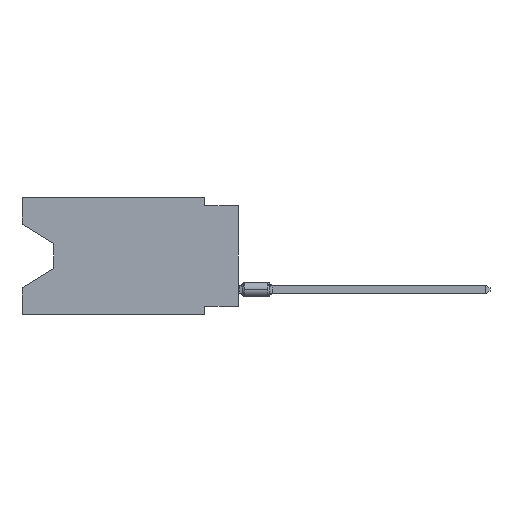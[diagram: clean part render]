
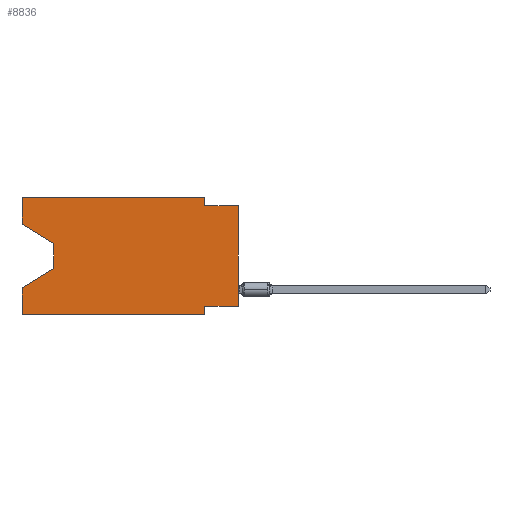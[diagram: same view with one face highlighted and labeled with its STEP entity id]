
A CAD part, left-side view. The second image highlights one B-rep face of the part: STEP entity #8836.
In plain terms, the highlighted planar face has unit normal (-1, 0, 0).
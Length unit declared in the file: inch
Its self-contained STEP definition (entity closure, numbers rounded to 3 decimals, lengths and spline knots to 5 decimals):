
#358 = DIRECTION ( 'NONE',  ( 0., 0., 1. ) ) ;
#562 = CARTESIAN_POINT ( 'NONE',  ( 0., 0., -0.325 ) ) ;
#730 = CARTESIAN_POINT ( 'NONE',  ( 0., 0.1, -0.325 ) ) ;
#1057 = EDGE_LOOP ( 'NONE', ( #18293, #16907, #18827, #13304, #18668, #17931, #6582, #18672, #12111, #2903, #19386, #11379 ) ) ;
#1624 = EDGE_CURVE ( 'NONE', #7993, #19848, #17446, .T. ) ;
#1951 = CARTESIAN_POINT ( 'NONE',  ( 0., 0.645, 0. ) ) ;
#1965 = LINE ( 'NONE', #3785, #8339 ) ;
#2126 = DIRECTION ( 'NONE',  ( 0., 0., 1. ) ) ;
#2271 = VECTOR ( 'NONE', #17230, 39.37008 ) ;
#2417 = CARTESIAN_POINT ( 'NONE',  ( 0., 0.55, -0.212 ) ) ;
#2613 = VECTOR ( 'NONE', #12055, 39.37008 ) ;
#2903 = ORIENTED_EDGE ( 'NONE', *, *, #19051, .F. ) ;
#2947 = CARTESIAN_POINT ( 'NONE',  ( 0., 0.55, -0.212 ) ) ;
#2989 = VERTEX_POINT ( 'NONE', #17760 ) ;
#3437 = DIRECTION ( 'NONE',  ( 0., -0.855, -0.519 ) ) ;
#3741 = LINE ( 'NONE', #4061, #10454 ) ;
#3785 = CARTESIAN_POINT ( 'NONE',  ( 0., 0.645, -0.35 ) ) ;
#3879 = LINE ( 'NONE', #562, #12971 ) ;
#4055 = VECTOR ( 'NONE', #6777, 39.37008 ) ;
#4061 = CARTESIAN_POINT ( 'NONE',  ( 0., 0.645, 0. ) ) ;
#4516 = PLANE ( 'NONE',  #15950 ) ;
#4745 = LINE ( 'NONE', #14813, #9923 ) ;
#5981 = VECTOR ( 'NONE', #18215, 39.37008 ) ;
#6582 = ORIENTED_EDGE ( 'NONE', *, *, #16159, .F. ) ;
#6777 = DIRECTION ( 'NONE',  ( 0., 0., 1. ) ) ;
#7166 = EDGE_CURVE ( 'NONE', #16658, #14685, #1965, .T. ) ;
#7306 = CARTESIAN_POINT ( 'NONE',  ( 0., 0.1, 0. ) ) ;
#7993 = VERTEX_POINT ( 'NONE', #2947 ) ;
#8139 = EDGE_CURVE ( 'NONE', #16658, #19848, #19672, .T. ) ;
#8140 = CARTESIAN_POINT ( 'NONE',  ( 0., 0.645, -0.08025 ) ) ;
#8210 = CARTESIAN_POINT ( 'NONE',  ( 0., 0.1, -0.025 ) ) ;
#8295 = EDGE_CURVE ( 'NONE', #9792, #12804, #12053, .T. ) ;
#8339 = VECTOR ( 'NONE', #8610, 39.37008 ) ;
#8610 = DIRECTION ( 'NONE',  ( 0., -1., 0. ) ) ;
#8614 = CARTESIAN_POINT ( 'NONE',  ( 0., 0.645, 0. ) ) ;
#8836 = ADVANCED_FACE ( 'NONE', ( #12672 ), #4516, .F. ) ;
#8943 = CARTESIAN_POINT ( 'NONE',  ( 0., 0.645, -0.26975 ) ) ;
#9019 = EDGE_CURVE ( 'NONE', #18114, #9792, #3741, .T. ) ;
#9094 = VERTEX_POINT ( 'NONE', #730 ) ;
#9552 = CARTESIAN_POINT ( 'NONE',  ( 0., 0.645, 0. ) ) ;
#9792 = VERTEX_POINT ( 'NONE', #1951 ) ;
#9923 = VECTOR ( 'NONE', #3437, 39.37008 ) ;
#10062 = DIRECTION ( 'NONE',  ( 0., 0., -1. ) ) ;
#10454 = VECTOR ( 'NONE', #2126, 39.37008 ) ;
#10510 = CARTESIAN_POINT ( 'NONE',  ( 0., 0.645, -0.35 ) ) ;
#11379 = ORIENTED_EDGE ( 'NONE', *, *, #9019, .F. ) ;
#11676 = CARTESIAN_POINT ( 'NONE',  ( 0., 0., -0.025 ) ) ;
#11792 = VECTOR ( 'NONE', #358, 39.37008 ) ;
#12053 = LINE ( 'NONE', #15478, #16582 ) ;
#12055 = DIRECTION ( 'NONE',  ( 0., 0., -1. ) ) ;
#12111 = ORIENTED_EDGE ( 'NONE', *, *, #18288, .F. ) ;
#12440 = VERTEX_POINT ( 'NONE', #16092 ) ;
#12672 = FACE_OUTER_BOUND ( 'NONE', #1057, .T. ) ;
#12742 = CARTESIAN_POINT ( 'NONE',  ( 0., 0., -0.025 ) ) ;
#12804 = VERTEX_POINT ( 'NONE', #17779 ) ;
#12971 = VECTOR ( 'NONE', #19985, 39.37008 ) ;
#12985 = DIRECTION ( 'NONE',  ( 1., 0., 0. ) ) ;
#13304 = ORIENTED_EDGE ( 'NONE', *, *, #8139, .F. ) ;
#13535 = DIRECTION ( 'NONE',  ( 0., 0., -1. ) ) ;
#13967 = VERTEX_POINT ( 'NONE', #12742 ) ;
#14685 = VERTEX_POINT ( 'NONE', #15481 ) ;
#14813 = CARTESIAN_POINT ( 'NONE',  ( 0., 0.645, -0.08025 ) ) ;
#15478 = CARTESIAN_POINT ( 'NONE',  ( 0., 0.645, 0. ) ) ;
#15481 = CARTESIAN_POINT ( 'NONE',  ( 0., 0.1, -0.35 ) ) ;
#15502 = DIRECTION ( 'NONE',  ( 0., 0.855, -0.519 ) ) ;
#15618 = LINE ( 'NONE', #18523, #2271 ) ;
#15686 = VERTEX_POINT ( 'NONE', #8210 ) ;
#15950 = AXIS2_PLACEMENT_3D ( 'NONE', #9552, #12985, #10062 ) ;
#16092 = CARTESIAN_POINT ( 'NONE',  ( 0., 0., -0.325 ) ) ;
#16159 = EDGE_CURVE ( 'NONE', #12440, #9094, #3879, .T. ) ;
#16314 = VECTOR ( 'NONE', #15502, 39.37008 ) ;
#16528 = EDGE_CURVE ( 'NONE', #12440, #13967, #19961, .T. ) ;
#16582 = VECTOR ( 'NONE', #16875, 39.37008 ) ;
#16658 = VERTEX_POINT ( 'NONE', #10510 ) ;
#16875 = DIRECTION ( 'NONE',  ( 0., -1., 0. ) ) ;
#16907 = ORIENTED_EDGE ( 'NONE', *, *, #19860, .T. ) ;
#17230 = DIRECTION ( 'NONE',  ( 0., 0., -1. ) ) ;
#17316 = VECTOR ( 'NONE', #13535, 39.37008 ) ;
#17446 = LINE ( 'NONE', #2417, #16314 ) ;
#17640 = EDGE_CURVE ( 'NONE', #18114, #2989, #4745, .T. ) ;
#17760 = CARTESIAN_POINT ( 'NONE',  ( 0., 0.55, -0.138 ) ) ;
#17779 = CARTESIAN_POINT ( 'NONE',  ( 0., 0.1, 0. ) ) ;
#17931 = ORIENTED_EDGE ( 'NONE', *, *, #20694, .F. ) ;
#18114 = VERTEX_POINT ( 'NONE', #8140 ) ;
#18215 = DIRECTION ( 'NONE',  ( 0., -1., 0. ) ) ;
#18288 = EDGE_CURVE ( 'NONE', #15686, #13967, #18321, .T. ) ;
#18293 = ORIENTED_EDGE ( 'NONE', *, *, #17640, .T. ) ;
#18321 = LINE ( 'NONE', #11676, #5981 ) ;
#18347 = CARTESIAN_POINT ( 'NONE',  ( 0., 0., 0. ) ) ;
#18523 = CARTESIAN_POINT ( 'NONE',  ( 0., 0.1, -0.35 ) ) ;
#18668 = ORIENTED_EDGE ( 'NONE', *, *, #7166, .T. ) ;
#18671 = LINE ( 'NONE', #7306, #17316 ) ;
#18672 = ORIENTED_EDGE ( 'NONE', *, *, #16528, .T. ) ;
#18818 = CARTESIAN_POINT ( 'NONE',  ( 0., 0.55, -0.138 ) ) ;
#18827 = ORIENTED_EDGE ( 'NONE', *, *, #1624, .T. ) ;
#19051 = EDGE_CURVE ( 'NONE', #12804, #15686, #18671, .T. ) ;
#19386 = ORIENTED_EDGE ( 'NONE', *, *, #8295, .F. ) ;
#19672 = LINE ( 'NONE', #8614, #11792 ) ;
#19848 = VERTEX_POINT ( 'NONE', #8943 ) ;
#19860 = EDGE_CURVE ( 'NONE', #2989, #7993, #20432, .T. ) ;
#19961 = LINE ( 'NONE', #18347, #4055 ) ;
#19985 = DIRECTION ( 'NONE',  ( 0., 1., 0. ) ) ;
#20432 = LINE ( 'NONE', #18818, #2613 ) ;
#20694 = EDGE_CURVE ( 'NONE', #9094, #14685, #15618, .T. ) ;
